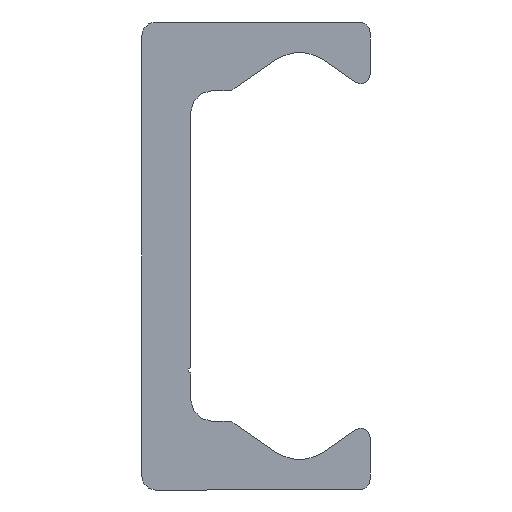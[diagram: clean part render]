
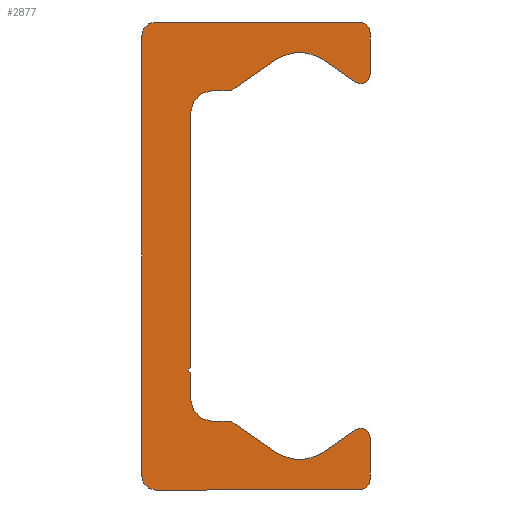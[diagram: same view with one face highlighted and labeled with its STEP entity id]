
A CAD part, left-side view. The second image highlights one B-rep face of the part: STEP entity #2877.
In plain terms, the highlighted planar face has unit normal (-1, 0, 0).
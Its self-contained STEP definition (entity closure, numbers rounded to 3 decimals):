
#1812=CARTESIAN_POINT('',(0.0,9.25,-21.5));
#1813=VERTEX_POINT('',#1812);
#1820=CARTESIAN_POINT('',(0.0,10.5,-20.25));
#1821=VERTEX_POINT('',#1820);
#1822=CARTESIAN_POINT('',(0.0,9.25,-20.25));
#1823=DIRECTION('',(1.0,0.0,0.0));
#1824=DIRECTION('',(0.0,0.0,-1.0));
#1825=AXIS2_PLACEMENT_3D('',#1822,#1823,#1824);
#1826=CIRCLE('',#1825,1.25);
#1827=EDGE_CURVE('',#1813,#1821,#1826,.T.);
#1851=CARTESIAN_POINT('',(0.0,-9.5,-21.5));
#1852=VERTEX_POINT('',#1851);
#1859=CARTESIAN_POINT('',(0.0,-9.5,-21.5));
#1860=DIRECTION('',(0.0,1.0,0.0));
#1861=VECTOR('',#1860,18.75);
#1862=LINE('',#1859,#1861);
#1863=EDGE_CURVE('',#1852,#1813,#1862,.T.);
#1883=CARTESIAN_POINT('',(0.0,-10.5,-20.5));
#1884=VERTEX_POINT('',#1883);
#1891=CARTESIAN_POINT('',(0.0,-9.5,-20.5));
#1892=DIRECTION('',(1.0,0.0,0.0));
#1893=DIRECTION('',(0.0,-1.0,0.0));
#1894=AXIS2_PLACEMENT_3D('',#1891,#1892,#1893);
#1895=CIRCLE('',#1894,1.0);
#1896=EDGE_CURVE('',#1884,#1852,#1895,.T.);
#1915=CARTESIAN_POINT('',(0.0,-10.5,-16.65));
#1916=VERTEX_POINT('',#1915);
#1923=CARTESIAN_POINT('',(0.0,-10.5,-16.65));
#1924=DIRECTION('',(0.0,0.0,-1.0));
#1925=VECTOR('',#1924,3.85);
#1926=LINE('',#1923,#1925);
#1927=EDGE_CURVE('',#1916,#1884,#1926,.T.);
#1947=CARTESIAN_POINT('',(0.0,-9.162,-15.954));
#1948=VERTEX_POINT('',#1947);
#1955=CARTESIAN_POINT('',(0.0,-9.65,-16.65));
#1956=DIRECTION('',(1.0,0.0,0.0));
#1957=DIRECTION('',(0.0,0.574,0.819));
#1958=AXIS2_PLACEMENT_3D('',#1955,#1956,#1957);
#1959=CIRCLE('',#1958,0.85);
#1960=EDGE_CURVE('',#1948,#1916,#1959,.T.);
#1979=CARTESIAN_POINT('',(0.0,-6.294,-17.962));
#1980=VERTEX_POINT('',#1979);
#1987=CARTESIAN_POINT('',(0.0,-6.294,-17.962));
#1988=DIRECTION('',(0.0,-0.819,0.574));
#1989=VECTOR('',#1988,3.501);
#1990=LINE('',#1987,#1989);
#1991=EDGE_CURVE('',#1980,#1948,#1990,.T.);
#2011=CARTESIAN_POINT('',(0.0,-1.706,-17.962));
#2012=VERTEX_POINT('',#2011);
#2019=CARTESIAN_POINT('',(0.0,-4.,-14.685));
#2020=DIRECTION('',(-1.0,0.0,0.0));
#2021=DIRECTION('',(0.0,0.574,0.819));
#2022=AXIS2_PLACEMENT_3D('',#2019,#2020,#2021);
#2023=CIRCLE('',#2022,4.0);
#2024=EDGE_CURVE('',#2012,#1980,#2023,.T.);
#2043=CARTESIAN_POINT('',(0.0,1.981,-15.381));
#2044=VERTEX_POINT('',#2043);
#2051=CARTESIAN_POINT('',(0.0,1.981,-15.381));
#2052=DIRECTION('',(0.0,-0.819,-0.574));
#2053=VECTOR('',#2052,4.5);
#2054=LINE('',#2051,#2053);
#2055=EDGE_CURVE('',#2044,#2012,#2054,.T.);
#2075=CARTESIAN_POINT('',(0.0,2.554,-15.2));
#2076=VERTEX_POINT('',#2075);
#2083=CARTESIAN_POINT('',(0.0,2.554,-16.2));
#2084=DIRECTION('',(1.0,0.0,0.0));
#2085=DIRECTION('',(0.0,0.0,1.0));
#2086=AXIS2_PLACEMENT_3D('',#2083,#2084,#2085);
#2087=CIRCLE('',#2086,1.);
#2088=EDGE_CURVE('',#2076,#2044,#2087,.T.);
#2107=CARTESIAN_POINT('',(0.0,4.0,-15.2));
#2108=VERTEX_POINT('',#2107);
#2115=CARTESIAN_POINT('',(0.0,4.0,-15.2));
#2116=DIRECTION('',(0.0,-1.0,0.0));
#2117=VECTOR('',#2116,1.446);
#2118=LINE('',#2115,#2117);
#2119=EDGE_CURVE('',#2108,#2076,#2118,.T.);
#2139=CARTESIAN_POINT('',(0.0,6.,-13.2));
#2140=VERTEX_POINT('',#2139);
#2147=CARTESIAN_POINT('',(0.0,4.,-13.2));
#2148=DIRECTION('',(-1.0,0.0,0.0));
#2149=DIRECTION('',(0.0,0.0,1.0));
#2150=AXIS2_PLACEMENT_3D('',#2147,#2148,#2149);
#2151=CIRCLE('',#2150,2.0);
#2152=EDGE_CURVE('',#2140,#2108,#2151,.T.);
#2171=CARTESIAN_POINT('',(0.0,6.,-10.75));
#2172=VERTEX_POINT('',#2171);
#2179=CARTESIAN_POINT('',(0.0,6.,-10.75));
#2180=DIRECTION('',(0.0,0.0,-1.0));
#2181=VECTOR('',#2180,2.45);
#2182=LINE('',#2179,#2181);
#2183=EDGE_CURVE('',#2172,#2140,#2182,.T.);
#2203=CARTESIAN_POINT('',(0.0,6.,-10.25));
#2204=VERTEX_POINT('',#2203);
#2211=CARTESIAN_POINT('',(0.0,6.,-10.5));
#2212=DIRECTION('',(-1.0,0.0,0.0));
#2213=DIRECTION('',(0.0,0.0,1.0));
#2214=AXIS2_PLACEMENT_3D('',#2211,#2212,#2213);
#2215=CIRCLE('',#2214,0.25);
#2216=EDGE_CURVE('',#2204,#2172,#2215,.T.);
#2235=CARTESIAN_POINT('',(0.0,6.,13.2));
#2236=VERTEX_POINT('',#2235);
#2243=CARTESIAN_POINT('',(0.0,6.,13.2));
#2244=DIRECTION('',(0.0,0.0,-1.0));
#2245=VECTOR('',#2244,23.45);
#2246=LINE('',#2243,#2245);
#2247=EDGE_CURVE('',#2236,#2204,#2246,.T.);
#2375=CARTESIAN_POINT('',(0.0,4.0,15.2));
#2376=VERTEX_POINT('',#2375);
#2383=CARTESIAN_POINT('',(0.0,4.,13.2));
#2384=DIRECTION('',(-1.0,0.0,0.0));
#2385=DIRECTION('',(0.0,-1.0,0.0));
#2386=AXIS2_PLACEMENT_3D('',#2383,#2384,#2385);
#2387=CIRCLE('',#2386,2.0);
#2388=EDGE_CURVE('',#2376,#2236,#2387,.T.);
#2407=CARTESIAN_POINT('',(0.0,2.554,15.2));
#2408=VERTEX_POINT('',#2407);
#2415=CARTESIAN_POINT('',(0.0,2.554,15.2));
#2416=DIRECTION('',(0.0,1.0,0.0));
#2417=VECTOR('',#2416,1.446);
#2418=LINE('',#2415,#2417);
#2419=EDGE_CURVE('',#2408,#2376,#2418,.T.);
#2439=CARTESIAN_POINT('',(0.0,1.981,15.381));
#2440=VERTEX_POINT('',#2439);
#2447=CARTESIAN_POINT('',(0.0,2.554,16.2));
#2448=DIRECTION('',(1.0,0.0,0.0));
#2449=DIRECTION('',(0.0,-0.574,-0.819));
#2450=AXIS2_PLACEMENT_3D('',#2447,#2448,#2449);
#2451=CIRCLE('',#2450,1.);
#2452=EDGE_CURVE('',#2440,#2408,#2451,.T.);
#2471=CARTESIAN_POINT('',(0.0,-1.706,17.962));
#2472=VERTEX_POINT('',#2471);
#2479=CARTESIAN_POINT('',(0.0,-1.706,17.962));
#2480=DIRECTION('',(0.0,0.819,-0.574));
#2481=VECTOR('',#2480,4.5);
#2482=LINE('',#2479,#2481);
#2483=EDGE_CURVE('',#2472,#2440,#2482,.T.);
#2503=CARTESIAN_POINT('',(0.0,-6.294,17.962));
#2504=VERTEX_POINT('',#2503);
#2511=CARTESIAN_POINT('',(0.0,-4.,14.685));
#2512=DIRECTION('',(-1.0,0.0,0.0));
#2513=DIRECTION('',(0.0,-0.574,-0.819));
#2514=AXIS2_PLACEMENT_3D('',#2511,#2512,#2513);
#2515=CIRCLE('',#2514,4.0);
#2516=EDGE_CURVE('',#2504,#2472,#2515,.T.);
#2535=CARTESIAN_POINT('',(0.0,-9.162,15.954));
#2536=VERTEX_POINT('',#2535);
#2543=CARTESIAN_POINT('',(0.0,-9.162,15.954));
#2544=DIRECTION('',(0.0,0.819,0.574));
#2545=VECTOR('',#2544,3.501);
#2546=LINE('',#2543,#2545);
#2547=EDGE_CURVE('',#2536,#2504,#2546,.T.);
#2567=CARTESIAN_POINT('',(0.0,-10.5,16.65));
#2568=VERTEX_POINT('',#2567);
#2575=CARTESIAN_POINT('',(0.0,-9.65,16.65));
#2576=DIRECTION('',(1.0,0.0,0.0));
#2577=DIRECTION('',(0.0,-1.0,0.0));
#2578=AXIS2_PLACEMENT_3D('',#2575,#2576,#2577);
#2579=CIRCLE('',#2578,0.85);
#2580=EDGE_CURVE('',#2568,#2536,#2579,.T.);
#2599=CARTESIAN_POINT('',(0.0,-10.5,20.5));
#2600=VERTEX_POINT('',#2599);
#2607=CARTESIAN_POINT('',(0.0,-10.5,20.5));
#2608=DIRECTION('',(0.0,0.0,-1.0));
#2609=VECTOR('',#2608,3.85);
#2610=LINE('',#2607,#2609);
#2611=EDGE_CURVE('',#2600,#2568,#2610,.T.);
#2631=CARTESIAN_POINT('',(0.0,-9.5,21.5));
#2632=VERTEX_POINT('',#2631);
#2639=CARTESIAN_POINT('',(0.0,-9.5,20.5));
#2640=DIRECTION('',(1.0,0.0,0.0));
#2641=DIRECTION('',(0.0,0.0,1.0));
#2642=AXIS2_PLACEMENT_3D('',#2639,#2640,#2641);
#2643=CIRCLE('',#2642,1.0);
#2644=EDGE_CURVE('',#2632,#2600,#2643,.T.);
#2663=CARTESIAN_POINT('',(0.0,9.25,21.5));
#2664=VERTEX_POINT('',#2663);
#2671=CARTESIAN_POINT('',(0.0,9.25,21.5));
#2672=DIRECTION('',(0.0,-1.0,0.0));
#2673=VECTOR('',#2672,18.75);
#2674=LINE('',#2671,#2673);
#2675=EDGE_CURVE('',#2664,#2632,#2674,.T.);
#2695=CARTESIAN_POINT('',(0.0,10.5,20.25));
#2696=VERTEX_POINT('',#2695);
#2703=CARTESIAN_POINT('',(0.0,9.25,20.25));
#2704=DIRECTION('',(1.0,0.0,0.0));
#2705=DIRECTION('',(0.0,1.0,0.0));
#2706=AXIS2_PLACEMENT_3D('',#2703,#2704,#2705);
#2707=CIRCLE('',#2706,1.25);
#2708=EDGE_CURVE('',#2696,#2664,#2707,.T.);
#2726=CARTESIAN_POINT('',(0.0,10.5,-20.25));
#2727=DIRECTION('',(0.0,0.0,1.0));
#2728=VECTOR('',#2727,40.5);
#2729=LINE('',#2726,#2728);
#2730=EDGE_CURVE('',#1821,#2696,#2729,.T.);
#2844=CARTESIAN_POINT('',(0.0,2.66,-0.019));
#2845=DIRECTION('',(1.0,0.0,0.0));
#2846=DIRECTION('',(0.0,0.0,-1.0));
#2847=AXIS2_PLACEMENT_3D('',#2844,#2845,#2846);
#2848=PLANE('',#2847);
#2849=ORIENTED_EDGE('',*,*,#2730,.F.);
#2850=ORIENTED_EDGE('',*,*,#1827,.F.);
#2851=ORIENTED_EDGE('',*,*,#1863,.F.);
#2852=ORIENTED_EDGE('',*,*,#1896,.F.);
#2853=ORIENTED_EDGE('',*,*,#1927,.F.);
#2854=ORIENTED_EDGE('',*,*,#1960,.F.);
#2855=ORIENTED_EDGE('',*,*,#1991,.F.);
#2856=ORIENTED_EDGE('',*,*,#2024,.F.);
#2857=ORIENTED_EDGE('',*,*,#2055,.F.);
#2858=ORIENTED_EDGE('',*,*,#2088,.F.);
#2859=ORIENTED_EDGE('',*,*,#2119,.F.);
#2860=ORIENTED_EDGE('',*,*,#2152,.F.);
#2861=ORIENTED_EDGE('',*,*,#2183,.F.);
#2862=ORIENTED_EDGE('',*,*,#2216,.F.);
#2863=ORIENTED_EDGE('',*,*,#2247,.F.);
#2864=ORIENTED_EDGE('',*,*,#2388,.F.);
#2865=ORIENTED_EDGE('',*,*,#2419,.F.);
#2866=ORIENTED_EDGE('',*,*,#2452,.F.);
#2867=ORIENTED_EDGE('',*,*,#2483,.F.);
#2868=ORIENTED_EDGE('',*,*,#2516,.F.);
#2869=ORIENTED_EDGE('',*,*,#2547,.F.);
#2870=ORIENTED_EDGE('',*,*,#2580,.F.);
#2871=ORIENTED_EDGE('',*,*,#2611,.F.);
#2872=ORIENTED_EDGE('',*,*,#2644,.F.);
#2873=ORIENTED_EDGE('',*,*,#2675,.F.);
#2874=ORIENTED_EDGE('',*,*,#2708,.F.);
#2875=EDGE_LOOP('',(#2849,#2850,#2851,#2852,#2853,#2854,#2855,#2856,#2857,#2858,#2859,#2860,#2861,#2862,#2863,#2864,#2865,#2866,#2867,#2868,#2869,#2870,#2871,#2872,#2873,#2874));
#2876=FACE_OUTER_BOUND('',#2875,.T.);
#2877=ADVANCED_FACE('',(#2876),#2848,.F.);
